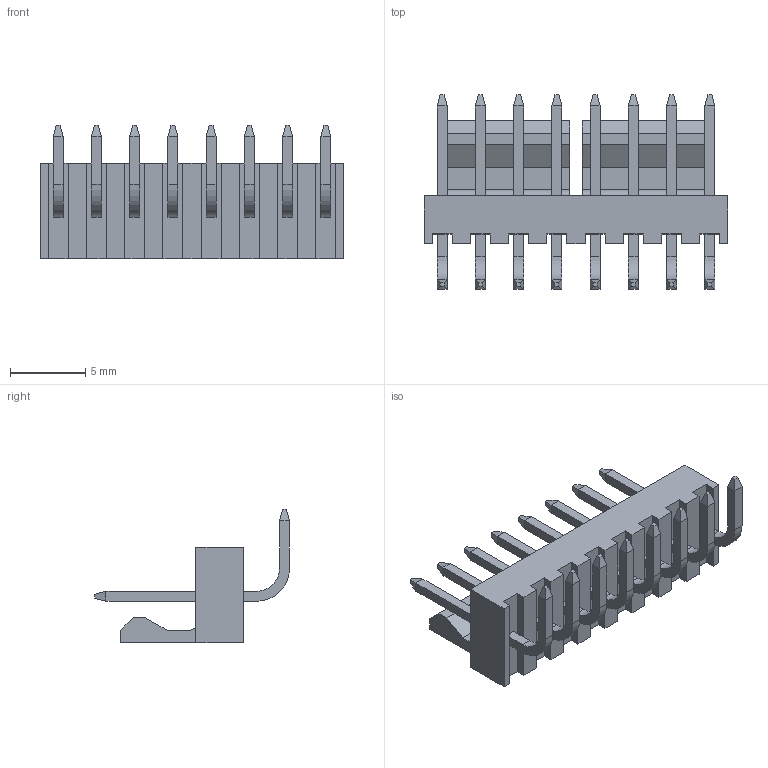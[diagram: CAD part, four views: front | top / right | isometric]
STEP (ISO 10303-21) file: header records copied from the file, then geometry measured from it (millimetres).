
FILE_DESCRIPTION((''),'2;1');
FILE_NAME('1718574008','2014-07-18T',('me'),(''),'PRO/ENGINEER BY PARAMETRIC TECHNOLOGY CORPORATION, 2011490','PRO/ENGINEER BY PARAMETRIC TECHNOLOGY CORPORATION, 2011490','');
FILE_SCHEMA(('CONFIG_CONTROL_DESIGN'));
Length unit declared in the file: inch
Products named in the file (1): 1718574008
Bounding box: 20.17 x 12.95 x 8.89 mm (x, y, z)
Volume: 513.6 mm3; surface area: 979 mm2
Topology: 1 solids, 1 shells, 230 faces, 588 edges, 376 vertices
Faces by surface type: plane 212, cylinder 18
Entity records: 6809 total; most frequent: CARTESIAN_POINT 1179, ORIENTED_EDGE 1144, DIRECTION 1102, EDGE_CURVE 572, VECTOR 536, LINE 536, VERTEX_POINT 360, AXIS2_PLACEMENT_3D 283
